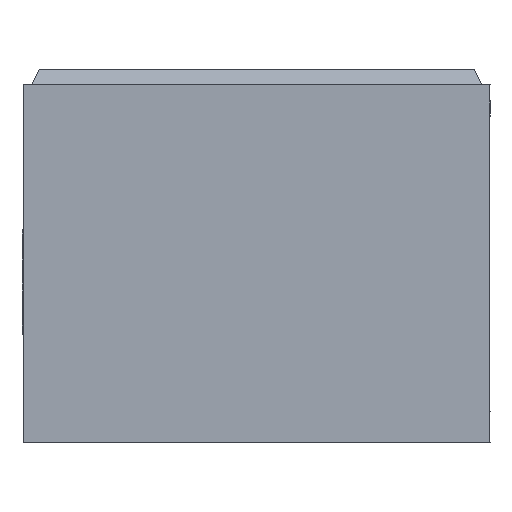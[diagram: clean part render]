
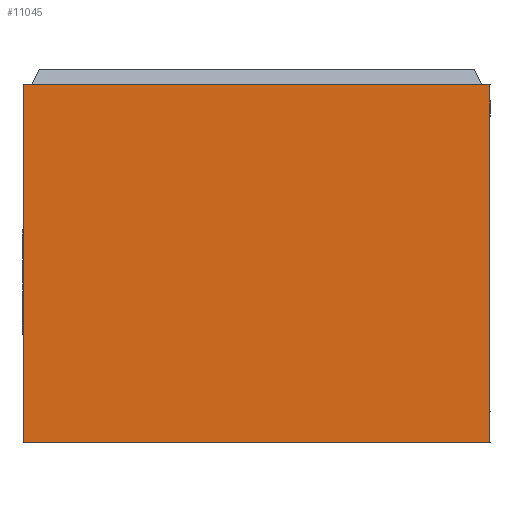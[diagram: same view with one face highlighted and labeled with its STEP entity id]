
A CAD part, left-side view. The second image highlights one B-rep face of the part: STEP entity #11045.
In plain terms, the highlighted planar face has unit normal (-1, 0, 0).
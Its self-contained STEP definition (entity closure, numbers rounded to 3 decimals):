
#16 = EDGE_LOOP ( 'NONE', ( #12929, #12126, #10647, #4483 ) ) ;
#352 = CARTESIAN_POINT ( 'NONE',  ( -0.3, 0.15, 0.23 ) ) ;
#1540 = DIRECTION ( 'NONE',  ( 0., 0., -1. ) ) ;
#1667 = VECTOR ( 'NONE', #3833, 1000. ) ;
#2336 = LINE ( 'NONE', #6336, #6552 ) ;
#3491 = CARTESIAN_POINT ( 'NONE',  ( -0.3, -0.15, 0.23 ) ) ;
#3833 = DIRECTION ( 'NONE',  ( 0., -1., 0. ) ) ;
#4045 = CARTESIAN_POINT ( 'NONE',  ( -0.3, -0.15, 0.23 ) ) ;
#4431 = VERTEX_POINT ( 'NONE', #5576 ) ;
#4483 = ORIENTED_EDGE ( 'NONE', *, *, #8255, .T. ) ;
#4747 = VERTEX_POINT ( 'NONE', #6866 ) ;
#4993 = CARTESIAN_POINT ( 'NONE',  ( -0.3, 0.15, 0.23 ) ) ;
#5117 = CARTESIAN_POINT ( 'NONE',  ( -0.3, -0.15, 0.23 ) ) ;
#5344 = EDGE_CURVE ( 'NONE', #6203, #6256, #7036, .T. ) ;
#5576 = CARTESIAN_POINT ( 'NONE',  ( -0.3, 0.15, 0. ) ) ;
#6203 = VERTEX_POINT ( 'NONE', #4993 ) ;
#6256 = VERTEX_POINT ( 'NONE', #3491 ) ;
#6332 = LINE ( 'NONE', #352, #7652 ) ;
#6336 = CARTESIAN_POINT ( 'NONE',  ( -0.3, -0.15, 0.23 ) ) ;
#6552 = VECTOR ( 'NONE', #8375, 1000. ) ;
#6866 = CARTESIAN_POINT ( 'NONE',  ( -0.3, -0.15, 0. ) ) ;
#7036 = LINE ( 'NONE', #5117, #12757 ) ;
#7064 = LINE ( 'NONE', #9965, #1667 ) ;
#7652 = VECTOR ( 'NONE', #1540, 1000. ) ;
#8069 = DIRECTION ( 'NONE',  ( 0., 0., -1. ) ) ;
#8255 = EDGE_CURVE ( 'NONE', #6203, #4431, #6332, .T. ) ;
#8375 = DIRECTION ( 'NONE',  ( 0., 0., -1. ) ) ;
#8919 = FACE_OUTER_BOUND ( 'NONE', #16, .T. ) ;
#9965 = CARTESIAN_POINT ( 'NONE',  ( -0.3, -0.15, 0. ) ) ;
#10647 = ORIENTED_EDGE ( 'NONE', *, *, #5344, .F. ) ;
#11045 = ADVANCED_FACE ( 'NONE', ( #8919 ), #13019, .F. ) ;
#11303 = AXIS2_PLACEMENT_3D ( 'NONE', #4045, #11305, #8069 ) ;
#11305 = DIRECTION ( 'NONE',  ( 1., 0., 0. ) ) ;
#11805 = EDGE_CURVE ( 'NONE', #4431, #4747, #7064, .T. ) ;
#12085 = DIRECTION ( 'NONE',  ( 0., -1., 0. ) ) ;
#12126 = ORIENTED_EDGE ( 'NONE', *, *, #12672, .F. ) ;
#12672 = EDGE_CURVE ( 'NONE', #6256, #4747, #2336, .T. ) ;
#12757 = VECTOR ( 'NONE', #12085, 1000. ) ;
#12929 = ORIENTED_EDGE ( 'NONE', *, *, #11805, .T. ) ;
#13019 = PLANE ( 'NONE',  #11303 ) ;
